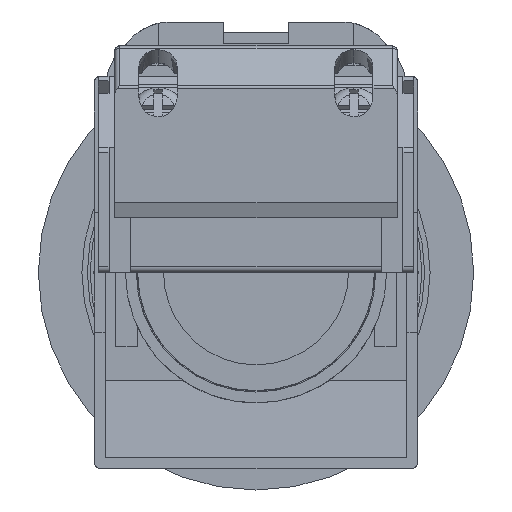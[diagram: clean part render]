
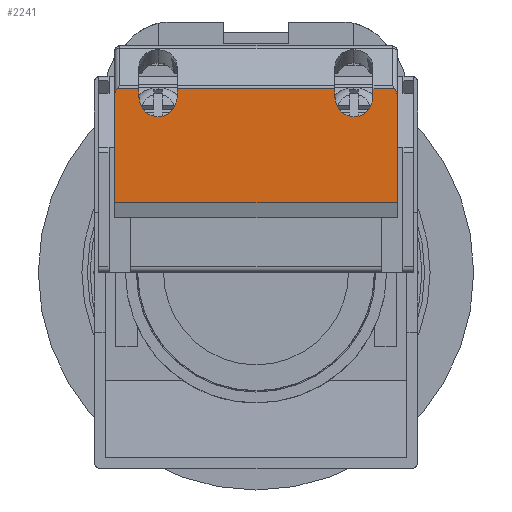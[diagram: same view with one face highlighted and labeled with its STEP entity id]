
A CAD part, front view. The second image highlights one B-rep face of the part: STEP entity #2241.
In plain terms, the highlighted planar face has unit normal (0, -1, 0).
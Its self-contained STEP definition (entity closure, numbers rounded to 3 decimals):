
#61 = CARTESIAN_POINT ( 'NONE',  ( 13., -41.5, 16.382 ) ) ;
#107 = EDGE_CURVE ( 'NONE', #5761, #4844, #6513, .T. ) ;
#115 = CARTESIAN_POINT ( 'NONE',  ( 7.25, -41.5, 16.185 ) ) ;
#146 = CARTESIAN_POINT ( 'NONE',  ( 10.75, -41.5, 16.185 ) ) ;
#149 = VECTOR ( 'NONE', #2216, 1000. ) ;
#433 = CARTESIAN_POINT ( 'NONE',  ( -12.76, -41.5, 16.86 ) ) ;
#489 = VECTOR ( 'NONE', #7401, 1000. ) ;
#539 = VECTOR ( 'NONE', #839, 1000. ) ;
#601 = VERTEX_POINT ( 'NONE', #1869 ) ;
#798 = LINE ( 'NONE', #7058, #539 ) ;
#839 = DIRECTION ( 'NONE',  ( 0., 0., 1. ) ) ;
#910 = CARTESIAN_POINT ( 'NONE',  ( 7.25, -41.5, 12.377 ) ) ;
#1065 = ORIENTED_EDGE ( 'NONE', *, *, #1068, .F. ) ;
#1068 = EDGE_CURVE ( 'NONE', #4325, #7772, #6379, .T. ) ;
#1109 = DIRECTION ( 'NONE',  ( -1., 0., 0. ) ) ;
#1144 = CARTESIAN_POINT ( 'NONE',  ( 13., -41.5, 6.374 ) ) ;
#1206 = EDGE_CURVE ( 'NONE', #3155, #4048, #9508, .T. ) ;
#1293 = EDGE_CURVE ( 'NONE', #4844, #3345, #9684, .T. ) ;
#1401 = CARTESIAN_POINT ( 'NONE',  ( -13., -41.5, 6.374 ) ) ;
#1468 = LINE ( 'NONE', #1580, #3280 ) ;
#1580 = CARTESIAN_POINT ( 'NONE',  ( 7.25, -41.5, 6.374 ) ) ;
#1853 = DIRECTION ( 'NONE',  ( -1., 0., 0. ) ) ;
#1869 = CARTESIAN_POINT ( 'NONE',  ( 10.75, -41.5, 16.185 ) ) ;
#2073 = CARTESIAN_POINT ( 'NONE',  ( -7.25, -41.5, 16.86 ) ) ;
#2118 = CARTESIAN_POINT ( 'NONE',  ( -10.75, -41.5, 12.377 ) ) ;
#2184 = VERTEX_POINT ( 'NONE', #6355 ) ;
#2216 = DIRECTION ( 'NONE',  ( 0., 0., -1. ) ) ;
#2241 = ADVANCED_FACE ( 'NONE', ( #9410 ), #2562, .F. ) ;
#2266 = VECTOR ( 'NONE', #9414, 1000. ) ;
#2377 = DIRECTION ( 'NONE',  ( 0., 0., -1. ) ) ;
#2493 = CARTESIAN_POINT ( 'NONE',  ( 7.25, -41.5, 16.185 ) ) ;
#2550 =( BOUNDED_CURVE ( )  B_SPLINE_CURVE ( 3, ( #7542, #2118, #3570, #8809 ),
 .UNSPECIFIED., .F., .F. ) 
 B_SPLINE_CURVE_WITH_KNOTS ( ( 4, 4 ),
 ( 4.712, 7.854 ),
 .UNSPECIFIED. ) 
 CURVE ( )  GEOMETRIC_REPRESENTATION_ITEM ( )  RATIONAL_B_SPLINE_CURVE ( ( 1., 0.333, 0.333, 1. ) ) 
 REPRESENTATION_ITEM ( '' )  );
#2562 = PLANE ( 'NONE',  #6769 ) ;
#2627 = CARTESIAN_POINT ( 'NONE',  ( 13., -41.5, 16.86 ) ) ;
#2748 = LINE ( 'NONE', #4254, #6626 ) ;
#2784 = CARTESIAN_POINT ( 'NONE',  ( -12.913, -41.5, 16.681 ) ) ;
#2914 = EDGE_CURVE ( 'NONE', #601, #4048, #798, .T. ) ;
#2937 = ORIENTED_EDGE ( 'NONE', *, *, #6682, .F. ) ;
#3140 = EDGE_CURVE ( 'NONE', #3187, #3345, #2748, .T. ) ;
#3155 = VERTEX_POINT ( 'NONE', #8901 ) ;
#3187 = VERTEX_POINT ( 'NONE', #8242 ) ;
#3212 = CARTESIAN_POINT ( 'NONE',  ( 12.76, -41.5, 16.86 ) ) ;
#3280 = VECTOR ( 'NONE', #2377, 1000. ) ;
#3345 = VERTEX_POINT ( 'NONE', #1401 ) ;
#3566 = CARTESIAN_POINT ( 'NONE',  ( -13., -41.5, 16.039 ) ) ;
#3570 = CARTESIAN_POINT ( 'NONE',  ( -7.25, -41.5, 12.377 ) ) ;
#3684 = CARTESIAN_POINT ( 'NONE',  ( -13., -41.5, 6.374 ) ) ;
#3728 =( BOUNDED_CURVE ( )  B_SPLINE_CURVE ( 3, ( #115, #910, #4822, #146 ),
 .UNSPECIFIED., .F., .F. ) 
 B_SPLINE_CURVE_WITH_KNOTS ( ( 4, 4 ),
 ( 4.712, 7.854 ),
 .UNSPECIFIED. ) 
 CURVE ( )  GEOMETRIC_REPRESENTATION_ITEM ( )  RATIONAL_B_SPLINE_CURVE ( ( 1., 0.333, 0.333, 1. ) ) 
 REPRESENTATION_ITEM ( '' )  );
#3781 = CARTESIAN_POINT ( 'NONE',  ( 13., -41.5, 16.86 ) ) ;
#3976 = ORIENTED_EDGE ( 'NONE', *, *, #1293, .T. ) ;
#4048 = VERTEX_POINT ( 'NONE', #8607 ) ;
#4094 = EDGE_CURVE ( 'NONE', #10088, #601, #3728, .T. ) ;
#4119 = CARTESIAN_POINT ( 'NONE',  ( 13., -41.5, 6.374 ) ) ;
#4146 = ORIENTED_EDGE ( 'NONE', *, *, #4094, .F. ) ;
#4254 = CARTESIAN_POINT ( 'NONE',  ( 13., -41.5, 6.374 ) ) ;
#4325 = VERTEX_POINT ( 'NONE', #9687 ) ;
#4328 = EDGE_CURVE ( 'NONE', #4647, #3187, #7464, .T. ) ;
#4577 = DIRECTION ( 'NONE',  ( -1., 0., 0. ) ) ;
#4642 = ORIENTED_EDGE ( 'NONE', *, *, #5108, .F. ) ;
#4647 = VERTEX_POINT ( 'NONE', #7147 ) ;
#4796 = CARTESIAN_POINT ( 'NONE',  ( -7.25, -41.5, 6.374 ) ) ;
#4822 = CARTESIAN_POINT ( 'NONE',  ( 10.75, -41.5, 12.377 ) ) ;
#4844 = VERTEX_POINT ( 'NONE', #5891 ) ;
#4891 = DIRECTION ( 'NONE',  ( 0., 0., 1. ) ) ;
#4902 = VERTEX_POINT ( 'NONE', #9012 ) ;
#5108 = EDGE_CURVE ( 'NONE', #7586, #10088, #1468, .T. ) ;
#5374 = ORIENTED_EDGE ( 'NONE', *, *, #6812, .T. ) ;
#5395 = LINE ( 'NONE', #9048, #9006 ) ;
#5515 = CARTESIAN_POINT ( 'NONE',  ( 13., -41.5, 16.039 ) ) ;
#5713 = ORIENTED_EDGE ( 'NONE', *, *, #1206, .T. ) ;
#5761 = VERTEX_POINT ( 'NONE', #8528 ) ;
#5891 = CARTESIAN_POINT ( 'NONE',  ( -13., -41.5, 16.039 ) ) ;
#6355 = CARTESIAN_POINT ( 'NONE',  ( -10.75, -41.5, 16.86 ) ) ;
#6379 = LINE ( 'NONE', #4796, #2266 ) ;
#6513 =( BOUNDED_CURVE ( )  B_SPLINE_CURVE ( 3, ( #433, #2784, #7433, #3566 ),
 .UNSPECIFIED., .F., .F. ) 
 B_SPLINE_CURVE_WITH_KNOTS ( ( 4, 4 ),
 ( 3.689, 4.712 ),
 .UNSPECIFIED. ) 
 CURVE ( )  GEOMETRIC_REPRESENTATION_ITEM ( )  RATIONAL_B_SPLINE_CURVE ( ( 1., 0.915, 0.915, 1. ) ) 
 REPRESENTATION_ITEM ( '' )  );
#6611 = LINE ( 'NONE', #8404, #149 ) ;
#6626 = VECTOR ( 'NONE', #1109, 1000. ) ;
#6682 = EDGE_CURVE ( 'NONE', #4902, #4325, #2550, .T. ) ;
#6695 = CARTESIAN_POINT ( 'NONE',  ( 7.25, -41.5, 16.86 ) ) ;
#6757 = ORIENTED_EDGE ( 'NONE', *, *, #9004, .T. ) ;
#6769 = AXIS2_PLACEMENT_3D ( 'NONE', #4119, #9516, #4891 ) ;
#6812 = EDGE_CURVE ( 'NONE', #7586, #7772, #5395, .T. ) ;
#6980 = ORIENTED_EDGE ( 'NONE', *, *, #4328, .F. ) ;
#7029 = ORIENTED_EDGE ( 'NONE', *, *, #9584, .T. ) ;
#7058 = CARTESIAN_POINT ( 'NONE',  ( 10.75, -41.5, 6.374 ) ) ;
#7147 = CARTESIAN_POINT ( 'NONE',  ( 13., -41.5, 16.039 ) ) ;
#7401 = DIRECTION ( 'NONE',  ( 0., 0., -1. ) ) ;
#7433 = CARTESIAN_POINT ( 'NONE',  ( -13., -41.5, 16.382 ) ) ;
#7464 = LINE ( 'NONE', #1144, #489 ) ;
#7511 =( BOUNDED_CURVE ( )  B_SPLINE_CURVE ( 3, ( #5515, #61, #7859, #3212 ),
 .UNSPECIFIED., .F., .F. ) 
 B_SPLINE_CURVE_WITH_KNOTS ( ( 4, 4 ),
 ( 4.712, 5.736 ),
 .UNSPECIFIED. ) 
 CURVE ( )  GEOMETRIC_REPRESENTATION_ITEM ( )  RATIONAL_B_SPLINE_CURVE ( ( 1., 0.915, 0.915, 1. ) ) 
 REPRESENTATION_ITEM ( '' )  );
#7533 = VECTOR ( 'NONE', #4577, 1000. ) ;
#7542 = CARTESIAN_POINT ( 'NONE',  ( -10.75, -41.5, 16.185 ) ) ;
#7556 = DIRECTION ( 'NONE',  ( 0., 0., -1. ) ) ;
#7586 = VERTEX_POINT ( 'NONE', #6695 ) ;
#7763 = ORIENTED_EDGE ( 'NONE', *, *, #3140, .F. ) ;
#7772 = VERTEX_POINT ( 'NONE', #2073 ) ;
#7811 = ORIENTED_EDGE ( 'NONE', *, *, #107, .T. ) ;
#7826 = EDGE_LOOP ( 'NONE', ( #4642, #5374, #1065, #2937, #8652, #6757, #7811, #3976, #7763, #6980, #7029, #5713, #10022, #4146 ) ) ;
#7859 = CARTESIAN_POINT ( 'NONE',  ( 12.913, -41.5, 16.681 ) ) ;
#7861 = EDGE_CURVE ( 'NONE', #2184, #4902, #6611, .T. ) ;
#8242 = CARTESIAN_POINT ( 'NONE',  ( 13., -41.5, 6.374 ) ) ;
#8404 = CARTESIAN_POINT ( 'NONE',  ( -10.75, -41.5, 6.374 ) ) ;
#8528 = CARTESIAN_POINT ( 'NONE',  ( -12.76, -41.5, 16.86 ) ) ;
#8607 = CARTESIAN_POINT ( 'NONE',  ( 10.75, -41.5, 16.86 ) ) ;
#8652 = ORIENTED_EDGE ( 'NONE', *, *, #7861, .F. ) ;
#8809 = CARTESIAN_POINT ( 'NONE',  ( -7.25, -41.5, 16.185 ) ) ;
#8901 = CARTESIAN_POINT ( 'NONE',  ( 12.76, -41.5, 16.86 ) ) ;
#9004 = EDGE_CURVE ( 'NONE', #2184, #5761, #9574, .T. ) ;
#9006 = VECTOR ( 'NONE', #9845, 1000. ) ;
#9012 = CARTESIAN_POINT ( 'NONE',  ( -10.75, -41.5, 16.185 ) ) ;
#9048 = CARTESIAN_POINT ( 'NONE',  ( 13., -41.5, 16.86 ) ) ;
#9272 = VECTOR ( 'NONE', #1853, 1000. ) ;
#9410 = FACE_OUTER_BOUND ( 'NONE', #7826, .T. ) ;
#9414 = DIRECTION ( 'NONE',  ( 0., 0., 1. ) ) ;
#9434 = VECTOR ( 'NONE', #7556, 1000. ) ;
#9508 = LINE ( 'NONE', #2627, #9272 ) ;
#9516 = DIRECTION ( 'NONE',  ( 0., 1., 0. ) ) ;
#9574 = LINE ( 'NONE', #3781, #7533 ) ;
#9584 = EDGE_CURVE ( 'NONE', #4647, #3155, #7511, .T. ) ;
#9684 = LINE ( 'NONE', #3684, #9434 ) ;
#9687 = CARTESIAN_POINT ( 'NONE',  ( -7.25, -41.5, 16.185 ) ) ;
#9845 = DIRECTION ( 'NONE',  ( -1., 0., 0. ) ) ;
#10022 = ORIENTED_EDGE ( 'NONE', *, *, #2914, .F. ) ;
#10088 = VERTEX_POINT ( 'NONE', #2493 ) ;
